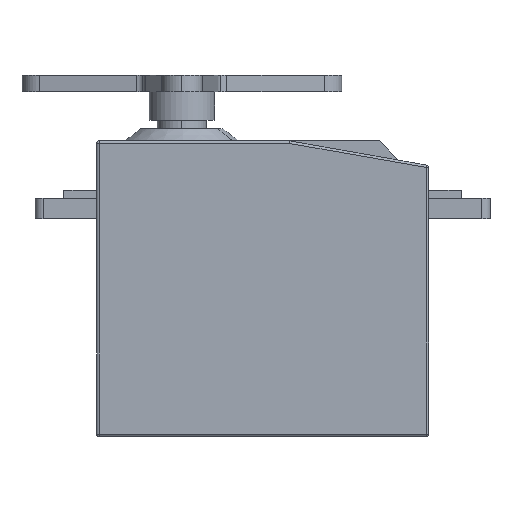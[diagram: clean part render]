
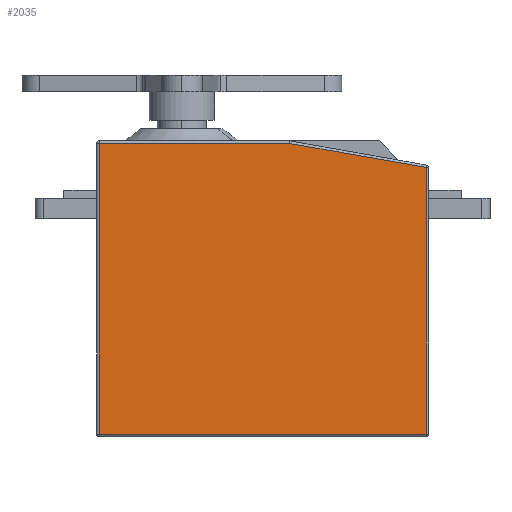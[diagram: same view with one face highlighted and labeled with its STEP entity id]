
A CAD part, left-side view. The second image highlights one B-rep face of the part: STEP entity #2035.
In plain terms, the highlighted planar face has unit normal (-1, 0, 0).
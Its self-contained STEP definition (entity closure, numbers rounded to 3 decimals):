
#1579=CARTESIAN_POINT('Vertex',(-10.,0.3,32.848)) ;
#1600=CARTESIAN_POINT('Line Origine',(-10.,20.4,36.395)) ;
#1604=CARTESIAN_POINT('Vertex',(-10.,17.026,35.8)) ;
#1681=CARTESIAN_POINT('Line Origine',(-10.,0.3,18.05)) ;
#1685=CARTESIAN_POINT('Vertex',(-10.,0.3,0.3)) ;
#1898=CARTESIAN_POINT('Line Origine',(-10.,20.4,35.8)) ;
#1902=CARTESIAN_POINT('Vertex',(-10.,40.2,35.8)) ;
#2011=CARTESIAN_POINT('Axis2P3D Location',(-10.,0.,0.)) ;
#2016=CARTESIAN_POINT('Line Origine',(-10.,40.2,18.05)) ;
#2020=CARTESIAN_POINT('Vertex',(-10.,40.2,0.3)) ;
#2023=CARTESIAN_POINT('Line Origine',(-10.,20.25,0.3)) ;
#1601=DIRECTION('Vector Direction',(0.,-0.985,-0.174)) ;
#1682=DIRECTION('Vector Direction',(0.,0.,-1.)) ;
#1899=DIRECTION('Vector Direction',(0.,-1.,0.)) ;
#2012=DIRECTION('Axis2P3D Direction',(1.,0.,0.)) ;
#2013=DIRECTION('Axis2P3D XDirection',(0.,1.,0.)) ;
#2017=DIRECTION('Vector Direction',(0.,0.,1.)) ;
#2024=DIRECTION('Vector Direction',(0.,1.,0.)) ;
#2014=AXIS2_PLACEMENT_3D('Plane Axis2P3D',#2011,#2012,#2013) ;
#2029=ORIENTED_EDGE('',*,*,#2022,.T.) ;
#2030=ORIENTED_EDGE('',*,*,#2027,.F.) ;
#2031=ORIENTED_EDGE('',*,*,#1687,.F.) ;
#2032=ORIENTED_EDGE('',*,*,#1606,.T.) ;
#2033=ORIENTED_EDGE('',*,*,#1904,.F.) ;
#1602=VECTOR('Line Direction',#1601,1.) ;
#1683=VECTOR('Line Direction',#1682,1.) ;
#1900=VECTOR('Line Direction',#1899,1.) ;
#2018=VECTOR('Line Direction',#2017,1.) ;
#2025=VECTOR('Line Direction',#2024,1.) ;
#2035=ADVANCED_FACE('Corps principal',(#2034),#2015,.F.) ;
#1606=EDGE_CURVE('',#1580,#1605,#1603,.F.) ;
#1687=EDGE_CURVE('',#1580,#1686,#1684,.T.) ;
#1904=EDGE_CURVE('',#1903,#1605,#1901,.T.) ;
#2022=EDGE_CURVE('',#1903,#2021,#2019,.F.) ;
#2027=EDGE_CURVE('',#1686,#2021,#2026,.T.) ;
#2028=EDGE_LOOP('',(#2029,#2030,#2031,#2032,#2033)) ;
#2034=FACE_OUTER_BOUND('',#2028,.T.) ;
#1603=LINE('Line',#1600,#1602) ;
#1684=LINE('Line',#1681,#1683) ;
#1901=LINE('Line',#1898,#1900) ;
#2019=LINE('Line',#2016,#2018) ;
#2026=LINE('Line',#2023,#2025) ;
#2015=PLANE('',#2014) ;
#1580=VERTEX_POINT('',#1579) ;
#1605=VERTEX_POINT('',#1604) ;
#1686=VERTEX_POINT('',#1685) ;
#1903=VERTEX_POINT('',#1902) ;
#2021=VERTEX_POINT('',#2020) ;
